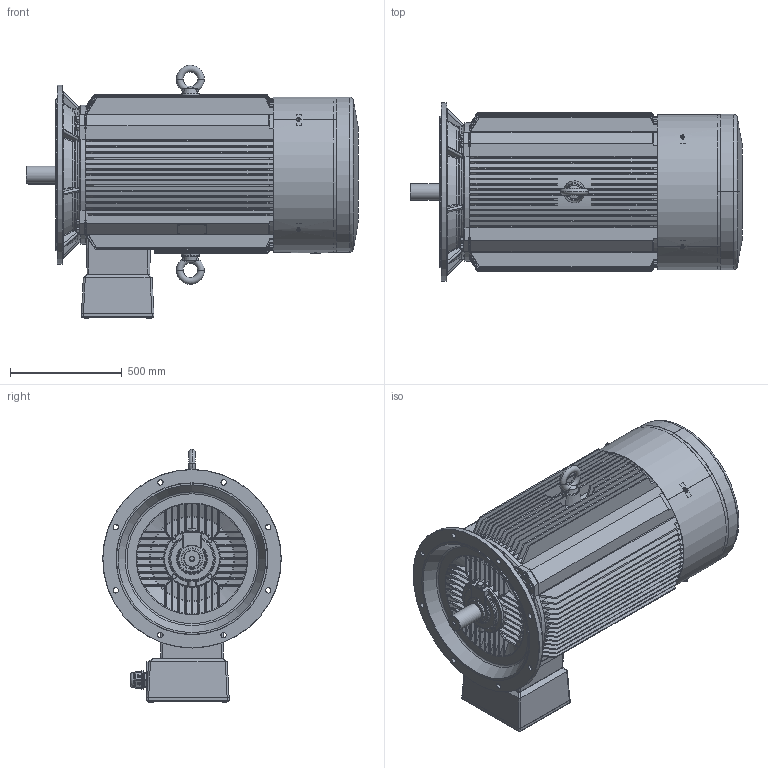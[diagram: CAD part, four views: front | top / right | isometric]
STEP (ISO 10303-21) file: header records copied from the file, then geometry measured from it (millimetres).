
FILE_DESCRIPTION(/* description */ (''),/* implementation_level */ '2;1');
FILE_NAME(/* name */ 'JM2-355M.L-2-B5.stp',/* time_stamp */ '2019-01-30T10:10:54+08:00',/* author */ (''),/* organization */ (''),/* preprocessor_version */ 'ST-DEVELOPER v16.7',/* originating_system */ 'SIEMENS PLM Software NX 12.0',/* authorisation */ '');
FILE_SCHEMA (('AP203_CONFIGURATION_CONTROLLED_3D_DESIGN_OF_MECHANICAL_PARTS_AND_ASSEMBLIES_MIM_LF { 1 0 10303 403 2 1 2}'));
Products named in the file (1): JM2-355M.L-2-B5
Bounding box: 1487.06 x 800.24 x 1135.59 mm (x, y, z)
Volume: 112611217.7 mm3; surface area: 16234053.5 mm2
Topology: 47 solids, 48 shells, 5494 faces, 14895 edges, 9690 vertices
Faces by surface type: plane 3447, cylinder 868, cone 599, torus 345, bspline 209, sphere 21, revolution 5
Full cylindrical faces by diameter (mm): 2 x1, 10 x2, 12 x8, 18 x1, 20 x9, 36 x1, 43.312 x2, 45 x1, 51.188 x4, 61.031 x12, 63 x4, 64.969 x12, 67.922 x2, 71 x1, 75 x2, 80 x1, 83.672 x2, 91 x4, 95 x6, 108 x2, 110 x1, 118 x1, 120 x2, 162 x1, 200 x2, 250 x2, 594 x1, 600 x1, 680 x1, 800.242 x1
Entity records: 188213 total; most frequent: CARTESIAN_POINT 51767, ORIENTED_EDGE 29356, DIRECTION 25210, EDGE_CURVE 14678, LINE 9693, VECTOR 9693, VERTEX_POINT 9615, AXIS2_PLACEMENT_3D 7756
